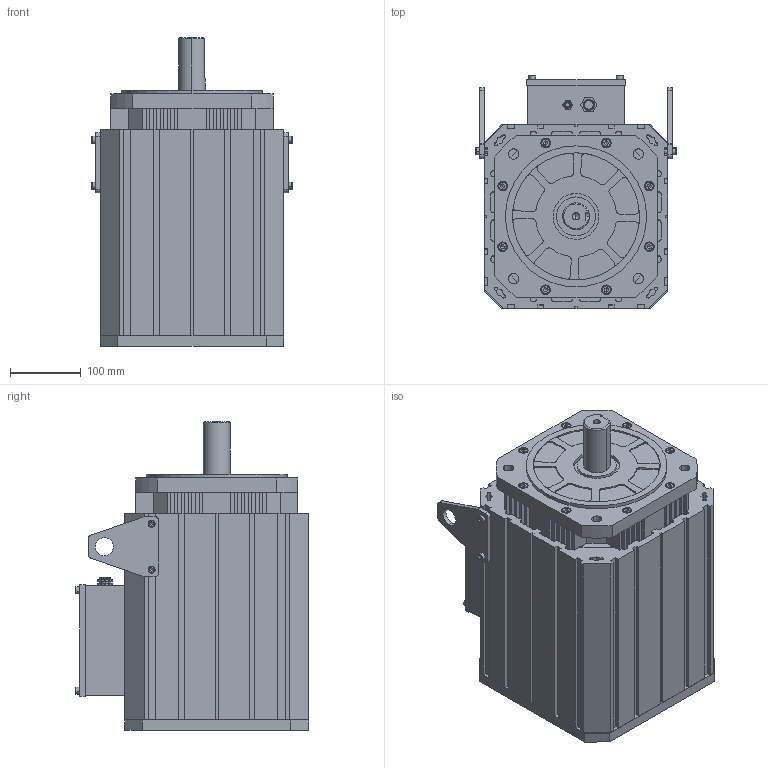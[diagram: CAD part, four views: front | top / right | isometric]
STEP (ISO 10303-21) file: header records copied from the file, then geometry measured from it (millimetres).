
FILE_DESCRIPTION (( 'STEP AP203' ), '1' );
FILE_NAME ('230SFM-E35015-3B6.STEP', '2025-05-09T07:30:00', ( '¼¼Êõ03' ), ( 'HP Inc.' ), 'SwSTEP 2.0', 'SolidWorks 2020', '' );
FILE_SCHEMA (( 'CONFIG_CONTROL_DESIGN' ));
Length unit declared in the file: millimetre
Products named in the file (1): 230SFM-E35015-3B6
Bounding box: 284.5 x 330.5 x 438 mm (x, y, z)
Volume: 14433064.8 mm3; surface area: 1777747.9 mm2
Topology: 27 solids, 27 shells, 1188 faces, 3102 edges, 1995 vertices
Faces by surface type: plane 753, cylinder 330, cone 69, torus 36
Entity records: 36439 total; most frequent: CARTESIAN_POINT 6404, DIRECTION 6352, ORIENTED_EDGE 6136, EDGE_CURVE 3068, VECTOR 2154, LINE 2154, AXIS2_PLACEMENT_3D 2099, VERTEX_POINT 1995
